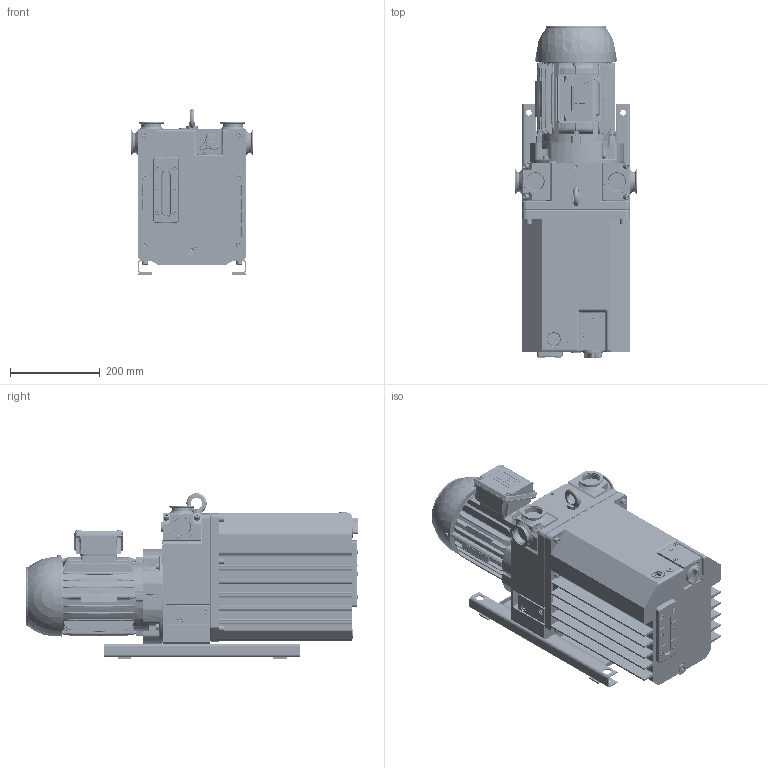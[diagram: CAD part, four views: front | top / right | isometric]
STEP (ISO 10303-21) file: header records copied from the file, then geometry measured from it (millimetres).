
FILE_DESCRIPTION(/* description */ (''),/* implementation_level */ '2;1');
FILE_NAME(/* name */ 'PK D46 602 F_Transferdok. PK 900 480 E_C00.stp',/* time_stamp */ '2026-03-13T12:58:30+01:00',/* author */ (''),/* organization */ (''),/* preprocessor_version */ 'ST-DEVELOPER v20',/* originating_system */ 'SIEMENS PLM Software NX2412.8502',/* authorisation */ '');
FILE_SCHEMA (('AUTOMOTIVE_DESIGN { 1 0 10303 214 3 1 1 1 }'));
Products named in the file (42): PK 223 658_1_B01 - Grundplatte; PK 223 658_2_B01 - Grundplatte; PK 223 651_D02 - Gehaeuse; PK 223 652_E01; PK 223 693_B02; PK 223 694_B02; PK 223 692_001 - Gasballastventilschraube; PK 222 467_002 - Blattfeder; N 3570 194 3D_000 - Spannstift; N 3570 045 3D_000 - Spannstift; N 3052 249 5P_000 - Zylinderschraube; P 4070 065 PV_A01 - O-Ring; P 4070 088 PV_A02 - O-Ring; P 4070 465 PV_001 - O-Ring; N 3060 304 X_000 - Zylinderschraube; N 3502 414 X_000; PK 223 614_H00; PK 224 612_H00; PK 223 615_G00 - Zwischenflansch; PK 223 616_B01; N 3191 384 5P_000 - Verschlussschraube; P 4070 259 PV_002 - O-Ring; N 3535 911 SP_000 - Federring; N 3060 433 8P_A00; N 3059 430 8P_000 - Zylinderschraube; N 3059 426 1P_000 - Zylinderschraube; N 3059 423 8P_000 - Zylinderschraube; N 3156 051 4P_000 - Ringschraube; P 4070 420 PV_000 - O-Ring; N 3191 472_000 - Verschlussschraube; PK 223 638 -X_C01; PK 223 706_B00 - Schauglasdichtung; PK 223 705_A02 - Schauglas; PK 223 655_G03; N 3059 339 8P_000 - Zylinderschraube; N 3060 357 8P_000 - Zylinderschraube; PK 213 500_002; N 3191 383 5P_000 - Verschlussschraube; 11000010512_A00; PK 223 658_B01 - Grundplatte ...
Assembly tree (89 placements, depth 3):
  PK 900 480 E_C00 - Zeichnung
    11000010512_A00
    N 3191 383 5P_000 - Verschlussschraube
    PK 213 500_002  x4
    N 3060 357 8P_000 - Zylinderschraube  x2
    PK 223 664 -U_002 - Gasballastventil
      N 3502 414 X_000
      N 3060 304 X_000 - Zylinderschraube  x2
      P 4070 465 PV_001 - O-Ring
      P 4070 420 PV_000 - O-Ring  x2
      P 4070 088 PV_A02 - O-Ring
      P 4070 065 PV_A01 - O-Ring
      N 3052 249 5P_000 - Zylinderschraube
      N 3570 045 3D_000 - Spannstift
      N 3570 194 3D_000 - Spannstift
      PK 222 467_002 - Blattfeder
      PK 223 692_001 - Gasballastventilschraube
      PK 223 694_B02
      PK 223 693_B02
      PK 223 652_E01
      PK 223 651_D02 - Gehaeuse
    N 3059 339 8P_000 - Zylinderschraube  x6
    PK 223 655_G03
    PK 223 705_A02 - Schauglas
    PK 223 706_B00 - Schauglasdichtung  x2
    PK 223 638 -X_C01
    N 3191 472_000 - Verschlussschraube
    P 4070 420 PV_000 - O-Ring
    N 3156 051 4P_000 - Ringschraube
    N 3059 423 8P_000 - Zylinderschraube  x10
    N 3059 426 1P_000 - Zylinderschraube  x4
    N 3059 430 8P_000 - Zylinderschraube  x6
    N 3060 433 8P_A00  x4
    N 3535 911 SP_000 - Federring  x10
    P 4070 259 PV_002 - O-Ring  x2
    N 3191 384 5P_000 - Verschlussschraube  x2
    PK 223 616_B01  x4
    PK 223 658_B01 - Grundplatte
      PK 223 658_2_B01 - Grundplatte  x2
      PK 223 658_1_B01 - Grundplatte
    PK 223 615_G00 - Zwischenflansch
    PK 224 612_H00
    PK 223 614_H00
Bounding box: 272.42 x 738.26 x 368.2 mm (x, y, z)
Volume: 14827047.9 mm3; surface area: 2491510.9 mm2
Topology: 105 solids, 106 shells, 5620 faces, 13679 edges, 8481 vertices
Faces by surface type: plane 2751, cylinder 1277, bspline 766, torus 404, cone 357, sphere 65
Full cylindrical faces by diameter (mm): 1.6 x1, 1.8 x1, 2.5 x1, 3 x2, 3.2 x1, 3.242 x1, 3.571 x1, 4 x2, 4.134 x3, 4.2 x2, 4.3 x2, 4.5 x1, 4.917 x10, 5 x7, 5.5 x2, 5.7 x1, 6 x21, 6.647 x24, 6.7 x6, 6.8 x6, 7 x4, 7.3 x1, 7.5 x7, 7.8 x3, 8 x29, 8.376 x2, 8.5 x2, 8.7 x8, 9 x22, 9.188 x1
Entity records: 187477 total; most frequent: CARTESIAN_POINT 61143, ORIENTED_EDGE 23590, DIRECTION 22108, EDGE_CURVE 11795, AXIS2_PLACEMENT_3D 7900, VERTEX_POINT 7567, LINE 6308, VECTOR 6308
